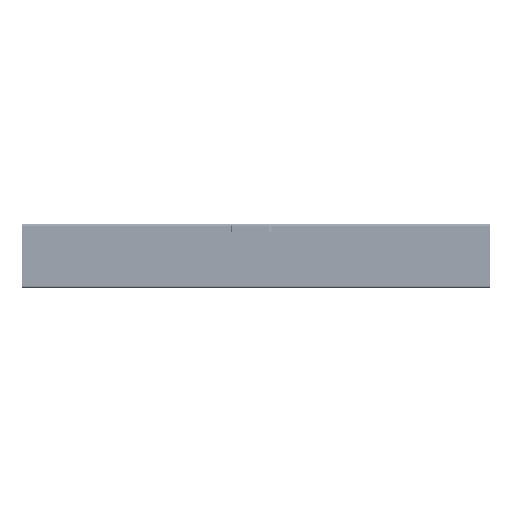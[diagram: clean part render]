
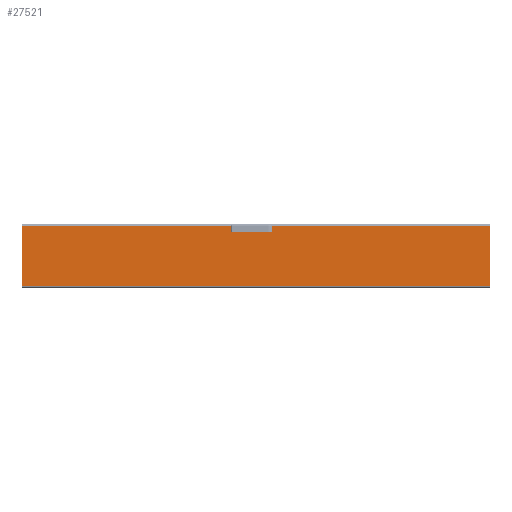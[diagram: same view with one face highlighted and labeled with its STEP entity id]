
A CAD part, top view. The second image highlights one B-rep face of the part: STEP entity #27521.
In plain terms, the highlighted planar face has unit normal (0, 0, 1).
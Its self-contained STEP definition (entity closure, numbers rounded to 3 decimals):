
#18 = VECTOR ( 'NONE', #69575, 1000. ) ;
#22 = LINE ( 'NONE', #69574, #18 ) ;
#34 = VECTOR ( 'NONE', #69585, 1000. ) ;
#56 = LINE ( 'NONE', #69598, #87764 ) ;
#356 = LINE ( 'NONE', #69584, #34 ) ;
#658 = AXIS2_PLACEMENT_3D ( 'NONE', #69096, #69093, #69100 ) ;
#1974 = AXIS2_PLACEMENT_3D ( 'NONE', #69602, #69608, #69612 ) ;
#2063 = AXIS2_PLACEMENT_3D ( 'NONE', #69672, #69666, #69677 ) ;
#2148 = AXIS2_PLACEMENT_3D ( 'NONE', #69624, #69634, #69636 ) ;
#2249 = AXIS2_PLACEMENT_3D ( 'NONE', #69651, #69662, #69664 ) ;
#2268 = AXIS2_PLACEMENT_3D ( 'NONE', #69696, #69718, #69720 ) ;
#2278 = AXIS2_PLACEMENT_3D ( 'NONE', #69723, #69746, #69748 ) ;
#8533 = EDGE_LOOP ( 'NONE', ( #27954, #27956, #27959, #27961, #27963, #27964, #27966, #36483, #36496, #36512, #36525, #36554, #36569, #36585, #36600, #36634, #36690 ) ) ;
#17411 = EDGE_CURVE ( 'NONE', #59229, #59219, #85068, .T. ) ;
#17736 = EDGE_CURVE ( 'NONE', #59001, #59580, #86158, .T. ) ;
#17751 = EDGE_CURVE ( 'NONE', #59575, #59001, #22, .T. ) ;
#17756 = EDGE_CURVE ( 'NONE', #59190, #59139, #356, .T. ) ;
#17763 = EDGE_CURVE ( 'NONE', #59021, #59190, #56, .T. ) ;
#17768 = EDGE_CURVE ( 'NONE', #59021, #59547, #87734, .T. ) ;
#17773 = EDGE_CURVE ( 'NONE', #59139, #59575, #87722, .T. ) ;
#17778 = EDGE_CURVE ( 'NONE', #59557, #59580, #87688, .T. ) ;
#17783 = EDGE_CURVE ( 'NONE', #59219, #59557, #87677, .T. ) ;
#17788 = EDGE_CURVE ( 'NONE', #59203, #58991, #87643, .T. ) ;
#17795 = EDGE_CURVE ( 'NONE', #59134, #59229, #87623, .T. ) ;
#17800 = EDGE_CURVE ( 'NONE', #59409, #59203, #87636, .T. ) ;
#17805 = EDGE_CURVE ( 'NONE', #58991, #59134, #87593, .T. ) ;
#17810 = EDGE_CURVE ( 'NONE', #59407, #59409, #87563, .T. ) ;
#17815 = EDGE_CURVE ( 'NONE', #59425, #59407, #87551, .T. ) ;
#17820 = EDGE_CURVE ( 'NONE', #59485, #59425, #87515, .T. ) ;
#17827 = EDGE_CURVE ( 'NONE', #59547, #59485, #87555, .T. ) ;
#25806 = CARTESIAN_POINT ( 'NONE',  ( -1075.5, -145., 2. ) ) ;
#25813 = PLANE ( 'NONE',  #68775 ) ;
#25823 = DIRECTION ( 'NONE',  ( 0., 0., 1. ) ) ;
#25826 = DIRECTION ( 'NONE',  ( 1., 0., 0. ) ) ;
#27521 = ADVANCED_FACE ( 'NONE', ( #51243 ), #25813, .T. ) ;
#27954 = ORIENTED_EDGE ( 'NONE', *, *, #17768, .F. ) ;
#27956 = ORIENTED_EDGE ( 'NONE', *, *, #17763, .T. ) ;
#27959 = ORIENTED_EDGE ( 'NONE', *, *, #17756, .T. ) ;
#27961 = ORIENTED_EDGE ( 'NONE', *, *, #17773, .T. ) ;
#27963 = ORIENTED_EDGE ( 'NONE', *, *, #17751, .T. ) ;
#27964 = ORIENTED_EDGE ( 'NONE', *, *, #17736, .T. ) ;
#27966 = ORIENTED_EDGE ( 'NONE', *, *, #17778, .F. ) ;
#36483 = ORIENTED_EDGE ( 'NONE', *, *, #17783, .F. ) ;
#36496 = ORIENTED_EDGE ( 'NONE', *, *, #17411, .F. ) ;
#36512 = ORIENTED_EDGE ( 'NONE', *, *, #17795, .F. ) ;
#36525 = ORIENTED_EDGE ( 'NONE', *, *, #17805, .F. ) ;
#36554 = ORIENTED_EDGE ( 'NONE', *, *, #17788, .F. ) ;
#36569 = ORIENTED_EDGE ( 'NONE', *, *, #17800, .F. ) ;
#36585 = ORIENTED_EDGE ( 'NONE', *, *, #17810, .F. ) ;
#36600 = ORIENTED_EDGE ( 'NONE', *, *, #17815, .F. ) ;
#36634 = ORIENTED_EDGE ( 'NONE', *, *, #17820, .F. ) ;
#36690 = ORIENTED_EDGE ( 'NONE', *, *, #17827, .F. ) ;
#39970 = CARTESIAN_POINT ( 'NONE',  ( -37.662, 130., 2. ) ) ;
#39992 = CARTESIAN_POINT ( 'NONE',  ( 37.662, 130., 2. ) ) ;
#40028 = CARTESIAN_POINT ( 'NONE',  ( 1075.49, -137.5, 2. ) ) ;
#40038 = CARTESIAN_POINT ( 'NONE',  ( 29.5, 137.5, 2. ) ) ;
#51243 = FACE_OUTER_BOUND ( 'NONE', #8533, .T. ) ;
#58408 = CARTESIAN_POINT ( 'NONE',  ( -37.662, 121., 2. ) ) ;
#58416 = CARTESIAN_POINT ( 'NONE',  ( -14.338, 121., 2. ) ) ;
#58449 = CARTESIAN_POINT ( 'NONE',  ( -54.3, 121., 2. ) ) ;
#58567 = CARTESIAN_POINT ( 'NONE',  ( -54.3, 130., 2. ) ) ;
#58991 = VERTEX_POINT ( 'NONE', #84041 ) ;
#59001 = VERTEX_POINT ( 'NONE', #84063 ) ;
#59021 = VERTEX_POINT ( 'NONE', #84100 ) ;
#59134 = VERTEX_POINT ( 'NONE', #84311 ) ;
#59139 = VERTEX_POINT ( 'NONE', #84323 ) ;
#59190 = VERTEX_POINT ( 'NONE', #84411 ) ;
#59203 = VERTEX_POINT ( 'NONE', #84446 ) ;
#59219 = VERTEX_POINT ( 'NONE', #84478 ) ;
#59229 = VERTEX_POINT ( 'NONE', #84497 ) ;
#59407 = VERTEX_POINT ( 'NONE', #58408 ) ;
#59409 = VERTEX_POINT ( 'NONE', #58416 ) ;
#59425 = VERTEX_POINT ( 'NONE', #58449 ) ;
#59485 = VERTEX_POINT ( 'NONE', #58567 ) ;
#59547 = VERTEX_POINT ( 'NONE', #39970 ) ;
#59557 = VERTEX_POINT ( 'NONE', #39992 ) ;
#59575 = VERTEX_POINT ( 'NONE', #40028 ) ;
#59580 = VERTEX_POINT ( 'NONE', #40038 ) ;
#68775 = AXIS2_PLACEMENT_3D ( 'NONE', #25806, #25823, #25826 ) ;
#69093 = DIRECTION ( 'NONE',  ( 0., 0., 1. ) ) ;
#69096 = CARTESIAN_POINT ( 'NONE',  ( 54.3, 125.5, 2. ) ) ;
#69100 = DIRECTION ( 'NONE',  ( -1., 0., 0. ) ) ;
#69534 = CARTESIAN_POINT ( 'NONE',  ( 1075.49, 137.5, 2. ) ) ;
#69536 = DIRECTION ( 'NONE',  ( -1., 0., 0. ) ) ;
#69574 = CARTESIAN_POINT ( 'NONE',  ( 1075.49, -145., 2. ) ) ;
#69575 = DIRECTION ( 'NONE',  ( 0., 1., 0. ) ) ;
#69584 = CARTESIAN_POINT ( 'NONE',  ( -1075.49, 145., 2. ) ) ;
#69585 = DIRECTION ( 'NONE',  ( 0., -1., 0. ) ) ;
#69598 = CARTESIAN_POINT ( 'NONE',  ( 1075.49, 137.5, 2. ) ) ;
#69600 = DIRECTION ( 'NONE',  ( -1., 0., 0. ) ) ;
#69602 = CARTESIAN_POINT ( 'NONE',  ( -26., 125.5, 2. ) ) ;
#69608 = DIRECTION ( 'NONE',  ( 0., 0., 1. ) ) ;
#69612 = DIRECTION ( 'NONE',  ( 1., 0., 0. ) ) ;
#69622 = CARTESIAN_POINT ( 'NONE',  ( -1075.49, -137.5, 2. ) ) ;
#69623 = DIRECTION ( 'NONE',  ( 1., 0., 0. ) ) ;
#69624 = CARTESIAN_POINT ( 'NONE',  ( 26., 125.5, 2. ) ) ;
#69634 = DIRECTION ( 'NONE',  ( 0., 0., 1. ) ) ;
#69636 = DIRECTION ( 'NONE',  ( -1., 0., 0. ) ) ;
#69647 = CARTESIAN_POINT ( 'NONE',  ( 37.662, 130., 2. ) ) ;
#69649 = DIRECTION ( 'NONE',  ( -1., 0., 0. ) ) ;
#69651 = CARTESIAN_POINT ( 'NONE',  ( 26., 125.5, 2. ) ) ;
#69662 = DIRECTION ( 'NONE',  ( 0., 0., 1. ) ) ;
#69664 = DIRECTION ( 'NONE',  ( -1., 0., 0. ) ) ;
#69666 = DIRECTION ( 'NONE',  ( 0., 0., 1. ) ) ;
#69672 = CARTESIAN_POINT ( 'NONE',  ( 54.3, 125.5, 2. ) ) ;
#69677 = DIRECTION ( 'NONE',  ( -1., 0., 0. ) ) ;
#69692 = CARTESIAN_POINT ( 'NONE',  ( -14.338, 121., 2. ) ) ;
#69694 = DIRECTION ( 'NONE',  ( 1., 0., 0. ) ) ;
#69696 = CARTESIAN_POINT ( 'NONE',  ( -26., 125.5, 2. ) ) ;
#69704 = CARTESIAN_POINT ( 'NONE',  ( 37.662, 121., 2. ) ) ;
#69706 = DIRECTION ( 'NONE',  ( 1., 0., 0. ) ) ;
#69718 = DIRECTION ( 'NONE',  ( 0., 0., 1. ) ) ;
#69720 = DIRECTION ( 'NONE',  ( 1., 0., 0. ) ) ;
#69723 = CARTESIAN_POINT ( 'NONE',  ( -54.3, 125.5, 2. ) ) ;
#69732 = CARTESIAN_POINT ( 'NONE',  ( -37.662, 121., 2. ) ) ;
#69733 = DIRECTION ( 'NONE',  ( 1., 0., 0. ) ) ;
#69746 = DIRECTION ( 'NONE',  ( 0., 0., 1. ) ) ;
#69748 = DIRECTION ( 'NONE',  ( 1., 0., 0. ) ) ;
#69760 = CARTESIAN_POINT ( 'NONE',  ( -37.662, 130., 2. ) ) ;
#69761 = DIRECTION ( 'NONE',  ( -1., 0., 0. ) ) ;
#84041 = CARTESIAN_POINT ( 'NONE',  ( 37.662, 121., 2. ) ) ;
#84063 = CARTESIAN_POINT ( 'NONE',  ( 1075.49, 137.5, 2. ) ) ;
#84100 = CARTESIAN_POINT ( 'NONE',  ( -29.5, 137.5, 2. ) ) ;
#84311 = CARTESIAN_POINT ( 'NONE',  ( 54.3, 121., 2. ) ) ;
#84323 = CARTESIAN_POINT ( 'NONE',  ( -1075.49, -137.5, 2. ) ) ;
#84411 = CARTESIAN_POINT ( 'NONE',  ( -1075.49, 137.5, 2. ) ) ;
#84446 = CARTESIAN_POINT ( 'NONE',  ( 14.338, 121., 2. ) ) ;
#84478 = CARTESIAN_POINT ( 'NONE',  ( 54.3, 130., 2. ) ) ;
#84497 = CARTESIAN_POINT ( 'NONE',  ( 58.8, 125.5, 2. ) ) ;
#85068 = CIRCLE ( 'NONE', #658, 4.5 ) ;
#86158 = LINE ( 'NONE', #69534, #86918 ) ;
#86918 = VECTOR ( 'NONE', #69536, 1000. ) ;
#87515 = CIRCLE ( 'NONE', #2278, 4.5 ) ;
#87535 = VECTOR ( 'NONE', #69761, 1000. ) ;
#87546 = VECTOR ( 'NONE', #69733, 1000. ) ;
#87551 = LINE ( 'NONE', #69732, #87546 ) ;
#87555 = LINE ( 'NONE', #69760, #87535 ) ;
#87563 = CIRCLE ( 'NONE', #2268, 12.5 ) ;
#87589 = VECTOR ( 'NONE', #69706, 1000. ) ;
#87593 = LINE ( 'NONE', #69704, #87589 ) ;
#87620 = VECTOR ( 'NONE', #69694, 1000. ) ;
#87623 = CIRCLE ( 'NONE', #2063, 4.5 ) ;
#87636 = LINE ( 'NONE', #69692, #87620 ) ;
#87643 = CIRCLE ( 'NONE', #2249, 12.5 ) ;
#87673 = VECTOR ( 'NONE', #69649, 1000. ) ;
#87677 = LINE ( 'NONE', #69647, #87673 ) ;
#87688 = CIRCLE ( 'NONE', #2148, 12.5 ) ;
#87719 = VECTOR ( 'NONE', #69623, 1000. ) ;
#87722 = LINE ( 'NONE', #69622, #87719 ) ;
#87734 = CIRCLE ( 'NONE', #1974, 12.5 ) ;
#87764 = VECTOR ( 'NONE', #69600, 1000. ) ;
